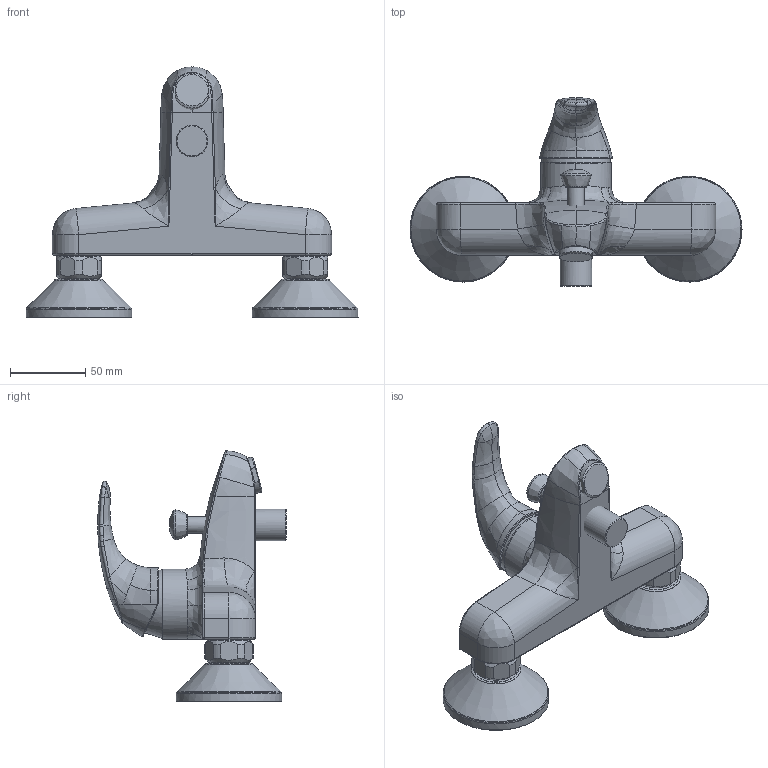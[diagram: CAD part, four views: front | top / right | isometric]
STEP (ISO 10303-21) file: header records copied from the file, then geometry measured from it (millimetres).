
FILE_DESCRIPTION (( 'STEP AP203' ), '1' );
FILE_NAME ('1440Y(2016)+46112103.STEP', '2017-03-09T05:43:00', ( '' ), ( '' ), 'SwSTEP 2.0', 'SolidWorks 2016', '' );
FILE_SCHEMA (( 'CONFIG_CONTROL_DESIGN' ));
Length unit declared in the file: millimetre
Products named in the file (1): 1440Y(2016)+46112103
Bounding box: 220 x 124.95 x 165.91 mm (x, y, z)
Volume: 466988.5 mm3; surface area: 86708.1 mm2
Topology: 8 solids, 8 shells, 262 faces, 607 edges, 360 vertices
Faces by surface type: bspline 157, cylinder 49, plane 46, cone 6, torus 4
Full cylindrical faces by diameter (mm): 11.2 x1, 20.955 x1, 24 x3, 24.12 x2, 24.92 x2, 69.2 x2, 70 x2
Entity records: 19066 total; most frequent: CARTESIAN_POINT 14668, ORIENTED_EDGE 1094, EDGE_CURVE 547, B_SPLINE_CURVE_WITH_KNOTS 423, DIRECTION 421, VERTEX_POINT 343, EDGE_LOOP 306, FACE_OUTER_BOUND 289
